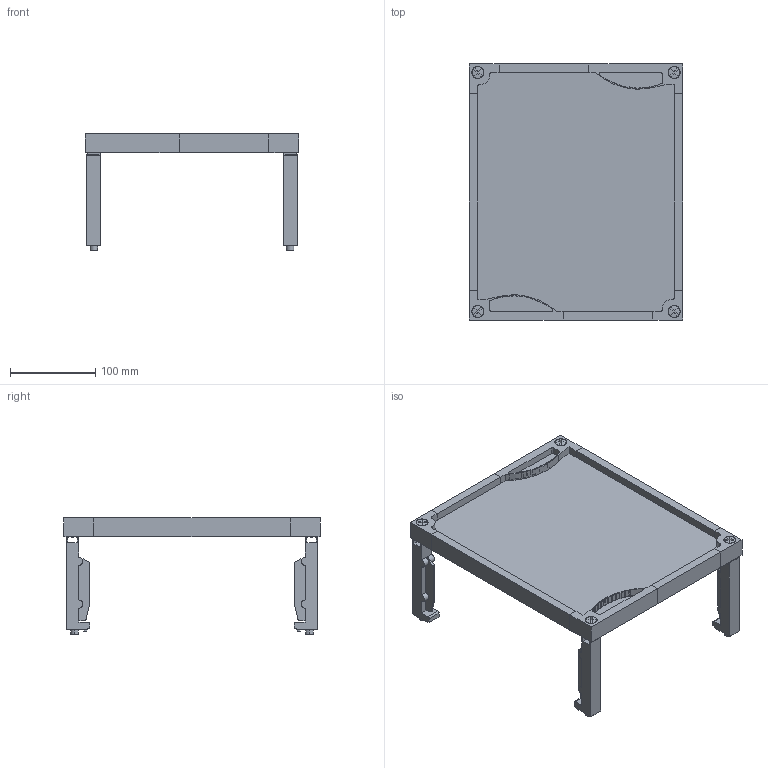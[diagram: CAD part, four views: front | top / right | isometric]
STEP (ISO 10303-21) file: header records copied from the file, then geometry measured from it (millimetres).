
FILE_DESCRIPTION(('STEP AP214'),'1');
FILE_NAME('cctmp_CFA243A0-2C37-4230-9966-2A0CCA37DD7F_2023_07_22_14_12_52_0426..stp','2023-07-22T12:12:53',('SIEMENS A&D'),('CADClick - www.CADClick.com'),'Spatial InterOp 3D postprocessed',' ','unknown authorization');
FILE_SCHEMA(('AUTOMOTIVE_DESIGN'));
Length unit declared in the file: millimetre
Products named in the file (11): cc_unnamed; 2023_07_22_14_12_52_0384; 2023_07_22_14_12_52_0380; 2023_07_22_14_12_52_0376; 2023_07_22_14_12_52_0373; 2023_07_22_14_12_52_0369; 2023_07_22_14_12_52_0365; 2023_07_22_14_12_52_0361; 2023_07_22_14_12_52_0357; 2023_07_22_14_12_52_0353; 2023_07_22_14_12_52_0349
Assembly tree (10 placements, depth 2):
  cc_unnamed
    2023_07_22_14_12_52_0384
    2023_07_22_14_12_52_0380
    2023_07_22_14_12_52_0376
    2023_07_22_14_12_52_0373
    2023_07_22_14_12_52_0369
    2023_07_22_14_12_52_0365
    2023_07_22_14_12_52_0361
    2023_07_22_14_12_52_0357
    2023_07_22_14_12_52_0353
    2023_07_22_14_12_52_0349
Bounding box: 250 x 300 x 137.23 mm (x, y, z)
Volume: 530137.8 mm3; surface area: 285398.7 mm2
Topology: 10 solids, 10 shells, 730 faces, 1974 edges, 1300 vertices
Faces by surface type: plane 542, cylinder 164, torus 16, cone 8
Entity records: 25285 total; most frequent: CARTESIAN_POINT 4103, ORIENTED_EDGE 3948, DIRECTION 3800, EDGE_CURVE 1974, LINE 1582, VECTOR 1582, VERTEX_POINT 1300, AXIS2_PLACEMENT_3D 1109
